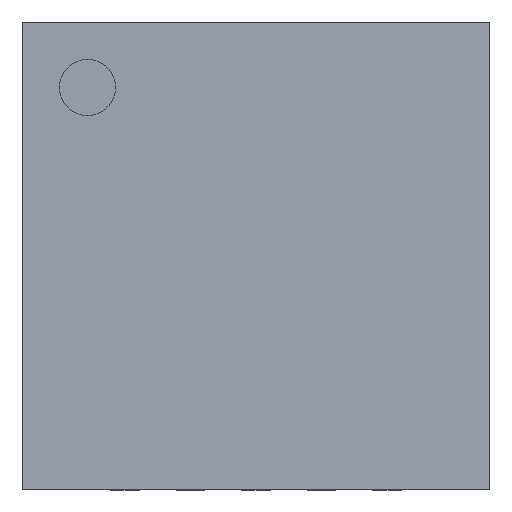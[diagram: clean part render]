
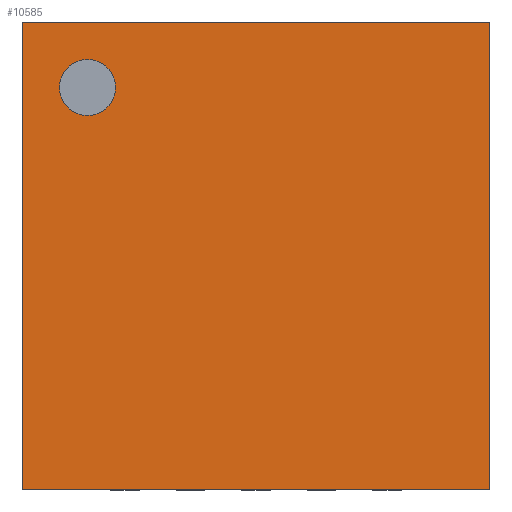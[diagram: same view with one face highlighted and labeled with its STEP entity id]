
A CAD part, top view. The second image highlights one B-rep face of the part: STEP entity #10585.
In plain terms, the highlighted planar face has unit normal (0, 0, 1).
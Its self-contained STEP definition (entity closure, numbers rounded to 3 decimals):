
#861 = CIRCLE ( 'NONE', #7511, 0.3 ) ;
#1061 = LINE ( 'NONE', #1963, #8228 ) ;
#1316 = VECTOR ( 'NONE', #4532, 1000. ) ;
#1341 = ORIENTED_EDGE ( 'NONE', *, *, #7258, .T. ) ;
#1963 = CARTESIAN_POINT ( 'NONE',  ( -2.5, -2.5, 0.875 ) ) ;
#2042 = CIRCLE ( 'NONE', #5641, 0.3 ) ;
#2095 = DIRECTION ( 'NONE',  ( 1., 0., 0. ) ) ;
#2120 = DIRECTION ( 'NONE',  ( -1., 0., 0. ) ) ;
#2185 = VERTEX_POINT ( 'NONE', #3629 ) ;
#2315 = VECTOR ( 'NONE', #3104, 1000. ) ;
#2471 = EDGE_LOOP ( 'NONE', ( #7461, #6039 ) ) ;
#2502 = ORIENTED_EDGE ( 'NONE', *, *, #8802, .T. ) ;
#2590 = CARTESIAN_POINT ( 'NONE',  ( -1.8, 1.8, 0.875 ) ) ;
#2620 = ORIENTED_EDGE ( 'NONE', *, *, #9155, .T. ) ;
#2819 = VECTOR ( 'NONE', #2095, 1000. ) ;
#2903 = EDGE_CURVE ( 'NONE', #6021, #10649, #861, .T. ) ;
#2906 = LINE ( 'NONE', #9182, #1316 ) ;
#3104 = DIRECTION ( 'NONE',  ( -1., 0., 0. ) ) ;
#3258 = CARTESIAN_POINT ( 'NONE',  ( 2.5, -2.5, 0.875 ) ) ;
#3492 = DIRECTION ( 'NONE',  ( 1., 0., 0. ) ) ;
#3629 = CARTESIAN_POINT ( 'NONE',  ( -2.5, 2.5, 0.875 ) ) ;
#3746 = PLANE ( 'NONE',  #5262 ) ;
#4532 = DIRECTION ( 'NONE',  ( 0., 1., 0. ) ) ;
#4634 = FACE_BOUND ( 'NONE', #2471, .T. ) ;
#4692 = VERTEX_POINT ( 'NONE', #10620 ) ;
#4721 = CARTESIAN_POINT ( 'NONE',  ( -2.5, 2.5, 0.875 ) ) ;
#4912 = VERTEX_POINT ( 'NONE', #3258 ) ;
#5262 = AXIS2_PLACEMENT_3D ( 'NONE', #9234, #6543, #2120 ) ;
#5641 = AXIS2_PLACEMENT_3D ( 'NONE', #2590, #9877, #3492 ) ;
#5665 = ORIENTED_EDGE ( 'NONE', *, *, #6259, .T. ) ;
#6021 = VERTEX_POINT ( 'NONE', #10568 ) ;
#6039 = ORIENTED_EDGE ( 'NONE', *, *, #10737, .F. ) ;
#6259 = EDGE_CURVE ( 'NONE', #2185, #9776, #1061, .T. ) ;
#6512 = DIRECTION ( 'NONE',  ( 1., 0., 0. ) ) ;
#6543 = DIRECTION ( 'NONE',  ( 0., 0., -1. ) ) ;
#6605 = DIRECTION ( 'NONE',  ( 0., -1., 0. ) ) ;
#6646 = CARTESIAN_POINT ( 'NONE',  ( -2.5, -2.5, 0.875 ) ) ;
#7258 = EDGE_CURVE ( 'NONE', #4692, #2185, #10438, .T. ) ;
#7397 = CARTESIAN_POINT ( 'NONE',  ( -1.8, 1.8, 0.875 ) ) ;
#7461 = ORIENTED_EDGE ( 'NONE', *, *, #2903, .F. ) ;
#7511 = AXIS2_PLACEMENT_3D ( 'NONE', #7397, #7515, #6512 ) ;
#7515 = DIRECTION ( 'NONE',  ( 0., 0., 1. ) ) ;
#8228 = VECTOR ( 'NONE', #6605, 1000. ) ;
#8402 = EDGE_LOOP ( 'NONE', ( #2502, #1341, #5665, #2620 ) ) ;
#8802 = EDGE_CURVE ( 'NONE', #4912, #4692, #2906, .T. ) ;
#9155 = EDGE_CURVE ( 'NONE', #9776, #4912, #10336, .T. ) ;
#9182 = CARTESIAN_POINT ( 'NONE',  ( 2.5, -2.5, 0.875 ) ) ;
#9234 = CARTESIAN_POINT ( 'NONE',  ( 0., 0., 0.875 ) ) ;
#9500 = CARTESIAN_POINT ( 'NONE',  ( -2.5, -2.5, 0.875 ) ) ;
#9776 = VERTEX_POINT ( 'NONE', #6646 ) ;
#9877 = DIRECTION ( 'NONE',  ( 0., 0., 1. ) ) ;
#10336 = LINE ( 'NONE', #9500, #2819 ) ;
#10438 = LINE ( 'NONE', #4721, #2315 ) ;
#10568 = CARTESIAN_POINT ( 'NONE',  ( -1.5, 1.8, 0.875 ) ) ;
#10585 = ADVANCED_FACE ( 'NONE', ( #4634, #11254 ), #3746, .F. ) ;
#10620 = CARTESIAN_POINT ( 'NONE',  ( 2.5, 2.5, 0.875 ) ) ;
#10649 = VERTEX_POINT ( 'NONE', #11313 ) ;
#10737 = EDGE_CURVE ( 'NONE', #10649, #6021, #2042, .T. ) ;
#11254 = FACE_OUTER_BOUND ( 'NONE', #8402, .T. ) ;
#11313 = CARTESIAN_POINT ( 'NONE',  ( -2.1, 1.8, 0.875 ) ) ;
